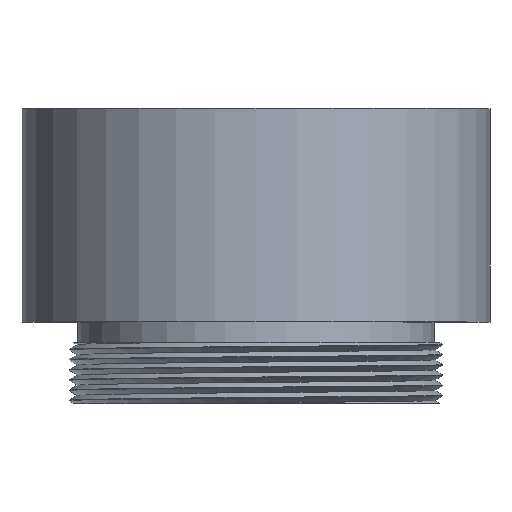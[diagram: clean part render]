
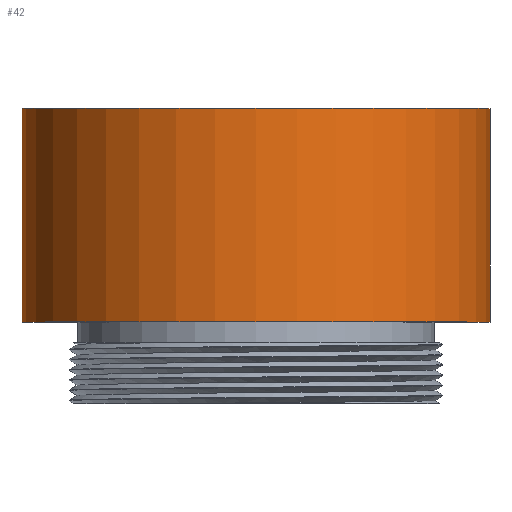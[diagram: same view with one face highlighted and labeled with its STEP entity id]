
A CAD part, top view. The second image highlights one B-rep face of the part: STEP entity #42.
In plain terms, the highlighted cylindrical face has radius 23 mm (diameter 46 mm), a full revolution.
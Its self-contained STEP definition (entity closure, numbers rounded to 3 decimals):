
#12 = EDGE_CURVE ( 'NONE', #1409, #1409, #60, .T. ) ;
#13 = EDGE_CURVE ( 'NONE', #1385, #1385, #46, .T. ) ;
#42 = ADVANCED_FACE ( 'NONE', ( #1367, #1374 ), #1410, .T. ) ;
#46 = CIRCLE ( 'NONE', #53, 23. ) ;
#51 = AXIS2_PLACEMENT_3D ( 'NONE', #1192, #1191, #1190 ) ;
#53 = AXIS2_PLACEMENT_3D ( 'NONE', #1189, #1188, #1187 ) ;
#60 = CIRCLE ( 'NONE', #51, 23. ) ;
#81 = AXIS2_PLACEMENT_3D ( 'NONE', #1777, #1776, #1775 ) ;
#1187 = DIRECTION ( 'NONE',  ( 0., 0., 1. ) ) ;
#1188 = DIRECTION ( 'NONE',  ( 0., 1., 0. ) ) ;
#1189 = CARTESIAN_POINT ( 'NONE',  ( 0., 29., 0. ) ) ;
#1190 = DIRECTION ( 'NONE',  ( 0., 0., 1. ) ) ;
#1191 = DIRECTION ( 'NONE',  ( 0., 1., 0. ) ) ;
#1192 = CARTESIAN_POINT ( 'NONE',  ( 0., 8., 0. ) ) ;
#1367 = FACE_OUTER_BOUND ( 'NONE', #1475, .T. ) ;
#1374 = FACE_OUTER_BOUND ( 'NONE', #1386, .T. ) ;
#1385 = VERTEX_POINT ( 'NONE', #2215 ) ;
#1386 = EDGE_LOOP ( 'NONE', ( #1440 ) ) ;
#1404 = ORIENTED_EDGE ( 'NONE', *, *, #13, .F. ) ;
#1409 = VERTEX_POINT ( 'NONE', #2237 ) ;
#1410 = CYLINDRICAL_SURFACE ( 'NONE', #81, 23. ) ;
#1440 = ORIENTED_EDGE ( 'NONE', *, *, #12, .T. ) ;
#1475 = EDGE_LOOP ( 'NONE', ( #1404 ) ) ;
#1775 = DIRECTION ( 'NONE',  ( 0., 0., -1. ) ) ;
#1776 = DIRECTION ( 'NONE',  ( 0., -1., 0. ) ) ;
#1777 = CARTESIAN_POINT ( 'NONE',  ( 0., 29., 0. ) ) ;
#2215 = CARTESIAN_POINT ( 'NONE',  ( 0., 29., 23. ) ) ;
#2237 = CARTESIAN_POINT ( 'NONE',  ( 0., 8., 23. ) ) ;
